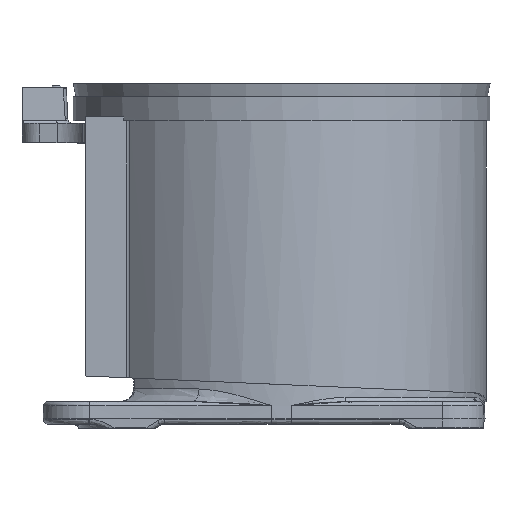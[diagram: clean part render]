
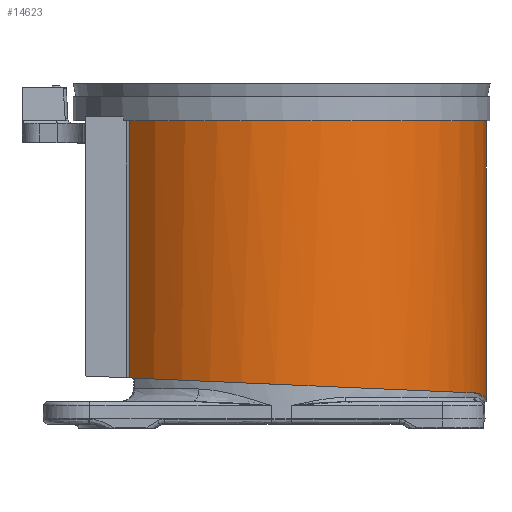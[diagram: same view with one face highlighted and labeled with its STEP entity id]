
A CAD part, front view. The second image highlights one B-rep face of the part: STEP entity #14623.
In plain terms, the highlighted cylindrical face has radius 154.5 mm (diameter 309 mm), a partial arc.
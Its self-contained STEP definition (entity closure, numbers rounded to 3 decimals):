
#26 = CARTESIAN_POINT ( 'NONE',  ( -114.717, 103.49, 38.009 ) ) ;
#109 = DIRECTION ( 'NONE',  ( 0., 0., 1. ) ) ;
#342 = DIRECTION ( 'NONE',  ( 0., 0., -1. ) ) ;
#421 = CARTESIAN_POINT ( 'NONE',  ( 153.575, -16.877, 22.074 ) ) ;
#728 = CARTESIAN_POINT ( 'NONE',  ( 154.495, -1.257, 20. ) ) ;
#788 = CARTESIAN_POINT ( 'NONE',  ( 153.854, -14.341, 21.388 ) ) ;
#1033 = CARTESIAN_POINT ( 'NONE',  ( -114.717, 103.49, 232. ) ) ;
#1060 = CARTESIAN_POINT ( 'NONE',  ( 146.318, 49.61, 26.612 ) ) ;
#1377 = VECTOR ( 'NONE', #15354, 1000. ) ;
#1605 = CYLINDRICAL_SURFACE ( 'NONE', #14400, 154.5 ) ;
#1651 = CARTESIAN_POINT ( 'NONE',  ( 154.384, 6.537, 20.175 ) ) ;
#1691 = B_SPLINE_CURVE_WITH_KNOTS ( 'NONE', 3,
 ( #16725, #15313, #4819, #1797, #6513, #1926, #18389, #7888, #3373, #5011, #16795, #421 ),
 .UNSPECIFIED., .F., .F.,
 ( 4, 2, 2, 2, 2, 4 ),
 ( 0., 0.008, 0.017, 0.021, 0.025, 0.034 ),
 .UNSPECIFIED. ) ;
#1797 = CARTESIAN_POINT ( 'NONE',  ( 149.579, -38.786, 26.052 ) ) ;
#1870 = CARTESIAN_POINT ( 'NONE',  ( 148.063, 44.221, 26.454 ) ) ;
#1926 = CARTESIAN_POINT ( 'NONE',  ( 151.17, -31.934, 25.207 ) ) ;
#2125 = CARTESIAN_POINT ( 'NONE',  ( 151.474, 30.555, 25.019 ) ) ;
#2299 = CARTESIAN_POINT ( 'NONE',  ( 0., 0., 232. ) ) ;
#2476 = VERTEX_POINT ( 'NONE', #5707 ) ;
#3315 = CARTESIAN_POINT ( 'NONE',  ( 149.582, 38.776, 26.051 ) ) ;
#3323 = CARTESIAN_POINT ( 'NONE',  ( -114.717, 103.49, 235. ) ) ;
#3373 = CARTESIAN_POINT ( 'NONE',  ( 152.226, -26.444, 24.283 ) ) ;
#3380 = CARTESIAN_POINT ( 'NONE',  ( 152.003, 27.805, 24.557 ) ) ;
#3800 = DIRECTION ( 'NONE',  ( 0., 0., -1. ) ) ;
#3802 = ORIENTED_EDGE ( 'NONE', *, *, #18392, .T. ) ;
#4234 = CARTESIAN_POINT ( 'NONE',  ( 146.318, -49.61, 26.612 ) ) ;
#4373 = CARTESIAN_POINT ( 'NONE',  ( 146.318, -49.61, 26.612 ) ) ;
#4623 = ORIENTED_EDGE ( 'NONE', *, *, #5917, .T. ) ;
#4653 = ORIENTED_EDGE ( 'NONE', *, *, #11339, .T. ) ;
#4730 = EDGE_CURVE ( 'NONE', #6149, #13396, #10393, .T. ) ;
#4735 = CARTESIAN_POINT ( 'NONE',  ( 0., 0., 235. ) ) ;
#4819 = CARTESIAN_POINT ( 'NONE',  ( 148.062, -44.223, 26.454 ) ) ;
#4889 = B_SPLINE_CURVE_WITH_KNOTS ( 'NONE', 3,
 ( #7956, #12433, #8015, #3380, #2125, #9525, #3315, #1870, #7834, #4955 ),
 .UNSPECIFIED., .F., .F.,
 ( 4, 2, 2, 2, 4 ),
 ( 0., 0.008, 0.017, 0.025, 0.034 ),
 .UNSPECIFIED. ) ;
#4955 = CARTESIAN_POINT ( 'NONE',  ( 146.318, 49.61, 26.612 ) ) ;
#5011 = CARTESIAN_POINT ( 'NONE',  ( 152.903, -22.331, 23.454 ) ) ;
#5254 = CARTESIAN_POINT ( 'NONE',  ( 154.384, -6.529, 20.174 ) ) ;
#5472 = CARTESIAN_POINT ( 'NONE',  ( -114.717, -103.49, 232. ) ) ;
#5669 = CARTESIAN_POINT ( 'NONE',  ( -25.973, -201.861, 34.134 ) ) ;
#5707 = CARTESIAN_POINT ( 'NONE',  ( 153.575, -16.877, 22.074 ) ) ;
#5917 = EDGE_CURVE ( 'NONE', #9646, #14945, #8595, .T. ) ;
#5984 = CARTESIAN_POINT ( 'NONE',  ( 103.777, 175.08, 28.469 ) ) ;
#6149 = VERTEX_POINT ( 'NONE', #1033 ) ;
#6353 = ORIENTED_EDGE ( 'NONE', *, *, #6960, .T. ) ;
#6513 = CARTESIAN_POINT ( 'NONE',  ( 150.262, -36.047, 25.767 ) ) ;
#6535 = FACE_OUTER_BOUND ( 'NONE', #12907, .T. ) ;
#6960 = EDGE_CURVE ( 'NONE', #7312, #12832, #10325, .T. ) ;
#7312 = VERTEX_POINT ( 'NONE', #10598 ) ;
#7543 = CARTESIAN_POINT ( 'NONE',  ( 153.854, 14.341, 21.388 ) ) ;
#7621 = CARTESIAN_POINT ( 'NONE',  ( 154.495, 1.257, 20. ) ) ;
#7675 = DIRECTION ( 'NONE',  ( -1., 0., 0. ) ) ;
#7834 = CARTESIAN_POINT ( 'NONE',  ( 147.229, 46.925, 26.572 ) ) ;
#7888 = CARTESIAN_POINT ( 'NONE',  ( 151.981, -27.818, 24.537 ) ) ;
#7918 = LINE ( 'NONE', #3323, #10004 ) ;
#7956 = CARTESIAN_POINT ( 'NONE',  ( 153.575, 16.877, 22.074 ) ) ;
#8015 = CARTESIAN_POINT ( 'NONE',  ( 152.903, 22.329, 23.454 ) ) ;
#8408 = LINE ( 'NONE', #12469, #1377 ) ;
#8421 = DIRECTION ( 'NONE',  ( 0., 0., 1. ) ) ;
#8582 = EDGE_CURVE ( 'NONE', #14945, #2476, #1691, .T. ) ;
#8595 =( BOUNDED_CURVE ( )  B_SPLINE_CURVE ( 3, ( #10247, #5669, #17947, #4234 ),
 .UNSPECIFIED., .F., .F. ) 
 B_SPLINE_CURVE_WITH_KNOTS ( ( 4, 4 ),
 ( 3.876, 5.956 ),
 .UNSPECIFIED. ) 
 CURVE ( )  GEOMETRIC_REPRESENTATION_ITEM ( )  RATIONAL_B_SPLINE_CURVE ( ( 1., 0.671, 0.671, 1. ) ) 
 REPRESENTATION_ITEM ( '' )  );
#8761 = CIRCLE ( 'NONE', #10942, 154.5 ) ;
#8984 = ORIENTED_EDGE ( 'NONE', *, *, #8582, .T. ) ;
#9517 = CARTESIAN_POINT ( 'NONE',  ( 153.575, 16.877, 22.074 ) ) ;
#9525 = CARTESIAN_POINT ( 'NONE',  ( 150.264, 36.039, 25.766 ) ) ;
#9646 = VERTEX_POINT ( 'NONE', #17652 ) ;
#10004 = VECTOR ( 'NONE', #109, 1000. ) ;
#10247 = CARTESIAN_POINT ( 'NONE',  ( -114.717, -103.49, 38.009 ) ) ;
#10325 = B_SPLINE_CURVE_WITH_KNOTS ( 'NONE', 3,
 ( #7621, #12039, #1651, #13469, #7543, #18055 ),
 .UNSPECIFIED., .F., .F.,
 ( 4, 2, 4 ),
 ( 0., 0.008, 0.016 ),
 .UNSPECIFIED. ) ;
#10393 = CIRCLE ( 'NONE', #14375, 154.5 ) ;
#10496 = ORIENTED_EDGE ( 'NONE', *, *, #18494, .T. ) ;
#10598 = CARTESIAN_POINT ( 'NONE',  ( 154.495, 1.257, 20. ) ) ;
#10644 = CARTESIAN_POINT ( 'NONE',  ( 154.495, -1.257, 20. ) ) ;
#10930 = CARTESIAN_POINT ( 'NONE',  ( -114.717, 103.49, 38.009 ) ) ;
#10942 = AXIS2_PLACEMENT_3D ( 'NONE', #12972, #8421, #15925 ) ;
#11067 = CARTESIAN_POINT ( 'NONE',  ( 154.074, -11.757, 20.868 ) ) ;
#11068 = VERTEX_POINT ( 'NONE', #11897 ) ;
#11339 = EDGE_CURVE ( 'NONE', #13396, #9646, #8408, .T. ) ;
#11897 = CARTESIAN_POINT ( 'NONE',  ( 146.318, 49.61, 26.612 ) ) ;
#12039 = CARTESIAN_POINT ( 'NONE',  ( 154.473, 3.899, 20. ) ) ;
#12433 = CARTESIAN_POINT ( 'NONE',  ( 153.276, 19.599, 22.812 ) ) ;
#12469 = CARTESIAN_POINT ( 'NONE',  ( -114.717, -103.49, 235. ) ) ;
#12832 = VERTEX_POINT ( 'NONE', #9517 ) ;
#12907 = EDGE_LOOP ( 'NONE', ( #16569, #3802, #16943, #17593, #4653, #4623, #8984, #10496, #14988, #6353 ) ) ;
#12972 = CARTESIAN_POINT ( 'NONE',  ( 0., 0., 20. ) ) ;
#13396 = VERTEX_POINT ( 'NONE', #5472 ) ;
#13469 = CARTESIAN_POINT ( 'NONE',  ( 154.074, 11.765, 20.87 ) ) ;
#13566 =( BOUNDED_CURVE ( )  B_SPLINE_CURVE ( 3, ( #1060, #5984, #16441, #26 ),
 .UNSPECIFIED., .F., .F. ) 
 B_SPLINE_CURVE_WITH_KNOTS ( ( 4, 4 ),
 ( 0.327, 2.408 ),
 .UNSPECIFIED. ) 
 CURVE ( )  GEOMETRIC_REPRESENTATION_ITEM ( )  RATIONAL_B_SPLINE_CURVE ( ( 1., 0.671, 0.671, 1. ) ) 
 REPRESENTATION_ITEM ( '' )  );
#13934 = VERTEX_POINT ( 'NONE', #10930 ) ;
#14375 = AXIS2_PLACEMENT_3D ( 'NONE', #2299, #3800, #17356 ) ;
#14400 = AXIS2_PLACEMENT_3D ( 'NONE', #4735, #342, #7675 ) ;
#14623 = ADVANCED_FACE ( 'NONE', ( #6535 ), #1605, .T. ) ;
#14867 = B_SPLINE_CURVE_WITH_KNOTS ( 'NONE', 3,
 ( #15639, #788, #11067, #5254, #15440, #728 ),
 .UNSPECIFIED., .F., .F.,
 ( 4, 2, 4 ),
 ( 0., 0.008, 0.016 ),
 .UNSPECIFIED. ) ;
#14945 = VERTEX_POINT ( 'NONE', #4373 ) ;
#14988 = ORIENTED_EDGE ( 'NONE', *, *, #17210, .T. ) ;
#15043 = EDGE_CURVE ( 'NONE', #13934, #6149, #7918, .T. ) ;
#15073 = VERTEX_POINT ( 'NONE', #10644 ) ;
#15313 = CARTESIAN_POINT ( 'NONE',  ( 147.229, -46.925, 26.572 ) ) ;
#15354 = DIRECTION ( 'NONE',  ( 0., 0., -1. ) ) ;
#15440 = CARTESIAN_POINT ( 'NONE',  ( 154.473, -3.899, 20. ) ) ;
#15639 = CARTESIAN_POINT ( 'NONE',  ( 153.575, -16.877, 22.074 ) ) ;
#15925 = DIRECTION ( 'NONE',  ( -1., 0., 0. ) ) ;
#16441 = CARTESIAN_POINT ( 'NONE',  ( -25.973, 201.861, 34.134 ) ) ;
#16569 = ORIENTED_EDGE ( 'NONE', *, *, #19132, .T. ) ;
#16725 = CARTESIAN_POINT ( 'NONE',  ( 146.318, -49.61, 26.612 ) ) ;
#16795 = CARTESIAN_POINT ( 'NONE',  ( 153.276, -19.599, 22.812 ) ) ;
#16943 = ORIENTED_EDGE ( 'NONE', *, *, #15043, .T. ) ;
#17210 = EDGE_CURVE ( 'NONE', #15073, #7312, #8761, .T. ) ;
#17356 = DIRECTION ( 'NONE',  ( -1., 0., 0. ) ) ;
#17593 = ORIENTED_EDGE ( 'NONE', *, *, #4730, .T. ) ;
#17652 = CARTESIAN_POINT ( 'NONE',  ( -114.717, -103.49, 38.009 ) ) ;
#17947 = CARTESIAN_POINT ( 'NONE',  ( 103.777, -175.08, 28.469 ) ) ;
#18055 = CARTESIAN_POINT ( 'NONE',  ( 153.575, 16.877, 22.074 ) ) ;
#18389 = CARTESIAN_POINT ( 'NONE',  ( 151.453, -30.563, 24.999 ) ) ;
#18392 = EDGE_CURVE ( 'NONE', #11068, #13934, #13566, .T. ) ;
#18494 = EDGE_CURVE ( 'NONE', #2476, #15073, #14867, .T. ) ;
#19132 = EDGE_CURVE ( 'NONE', #12832, #11068, #4889, .T. ) ;
